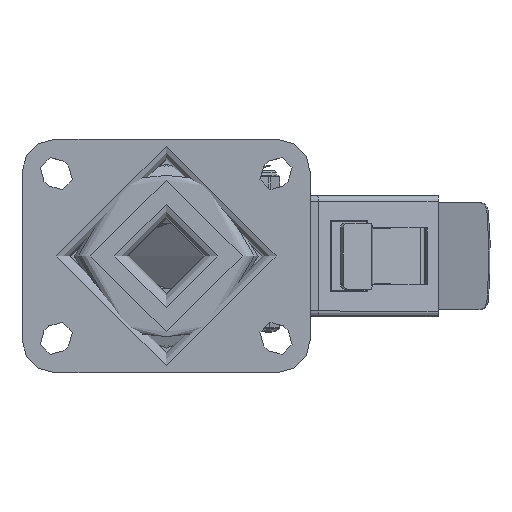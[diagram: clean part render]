
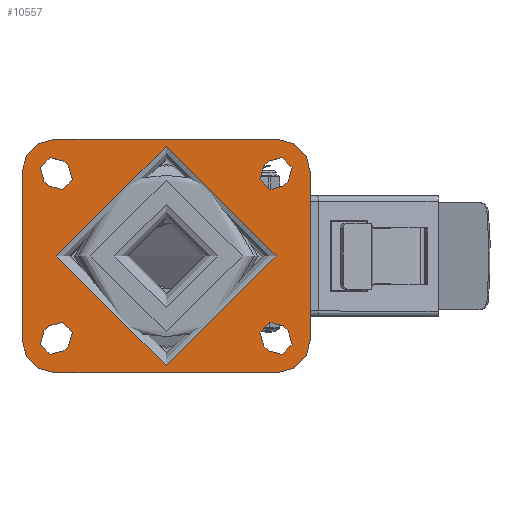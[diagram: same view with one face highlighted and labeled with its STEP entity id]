
A CAD part, top view. The second image highlights one B-rep face of the part: STEP entity #10557.
In plain terms, the highlighted planar face has unit normal (0, 0, 1).
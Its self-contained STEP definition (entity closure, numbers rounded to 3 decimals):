
#544=FACE_BOUND('',#3694,.T.);
#545=FACE_BOUND('',#3695,.T.);
#546=FACE_BOUND('',#3696,.T.);
#547=FACE_BOUND('',#3697,.T.);
#548=FACE_BOUND('',#3698,.T.);
#600=PLANE('',#11426);
#1017=LINE('',#15879,#1987);
#1018=LINE('',#15880,#1988);
#1019=LINE('',#15881,#1989);
#1020=LINE('',#15882,#1990);
#1021=LINE('',#15883,#1991);
#1022=LINE('',#15884,#1992);
#1023=LINE('',#15885,#1993);
#1024=LINE('',#15886,#1994);
#1025=LINE('',#15887,#1995);
#1026=LINE('',#15888,#1996);
#1027=LINE('',#15889,#1997);
#1028=LINE('',#15890,#1998);
#1987=VECTOR('',#12716,1000.);
#1988=VECTOR('',#12717,1000.);
#1989=VECTOR('',#12718,1000.);
#1990=VECTOR('',#12719,1000.);
#1991=VECTOR('',#12720,1000.);
#1992=VECTOR('',#12721,1000.);
#1993=VECTOR('',#12722,1000.);
#1994=VECTOR('',#12723,1000.);
#1995=VECTOR('',#12724,1000.);
#1996=VECTOR('',#12725,1000.);
#1997=VECTOR('',#12726,1000.);
#1998=VECTOR('',#12727,1000.);
#3085=FACE_OUTER_BOUND('',#3693,.T.);
#3693=EDGE_LOOP('',(#7544,#7545,#7546,#7547,#7548,#7549,#7550,#7551));
#3694=EDGE_LOOP('',(#7552,#7553,#7554,#7555));
#3695=EDGE_LOOP('',(#7556,#7557,#7558,#7559));
#3696=EDGE_LOOP('',(#7560,#7561,#7562,#7563));
#3697=EDGE_LOOP('',(#7564,#7565,#7566,#7567));
#3698=EDGE_LOOP('',(#7568));
#4333=CIRCLE('',#11305,5.125);
#4334=CIRCLE('',#11307,5.125);
#4337=CIRCLE('',#11311,5.125);
#4338=CIRCLE('',#11313,5.125);
#4340=CIRCLE('',#11316,5.125);
#4343=CIRCLE('',#11320,5.125);
#4344=CIRCLE('',#11322,5.125);
#4347=CIRCLE('',#11326,5.125);
#4348=CIRCLE('',#11328,12.);
#4350=CIRCLE('',#11331,12.);
#4352=CIRCLE('',#11334,12.);
#4354=CIRCLE('',#11337,12.);
#4375=CIRCLE('',#11368,40.);
#4753=VERTEX_POINT('',#15519);
#4754=VERTEX_POINT('',#15521);
#4755=VERTEX_POINT('',#15525);
#4756=VERTEX_POINT('',#15526);
#4761=VERTEX_POINT('',#15537);
#4762=VERTEX_POINT('',#15539);
#4763=VERTEX_POINT('',#15543);
#4764=VERTEX_POINT('',#15544);
#4767=VERTEX_POINT('',#15552);
#4768=VERTEX_POINT('',#15553);
#4773=VERTEX_POINT('',#15564);
#4774=VERTEX_POINT('',#15566);
#4775=VERTEX_POINT('',#15570);
#4776=VERTEX_POINT('',#15571);
#4781=VERTEX_POINT('',#15582);
#4782=VERTEX_POINT('',#15584);
#4783=VERTEX_POINT('',#15588);
#4784=VERTEX_POINT('',#15589);
#4787=VERTEX_POINT('',#15597);
#4788=VERTEX_POINT('',#15598);
#4791=VERTEX_POINT('',#15606);
#4792=VERTEX_POINT('',#15607);
#4795=VERTEX_POINT('',#15615);
#4796=VERTEX_POINT('',#15616);
#4813=VERTEX_POINT('',#15670);
#5764=EDGE_CURVE('',#4754,#4753,#4333,.T.);
#5766=EDGE_CURVE('',#4755,#4756,#4334,.T.);
#5772=EDGE_CURVE('',#4762,#4761,#4337,.T.);
#5774=EDGE_CURVE('',#4763,#4764,#4338,.T.);
#5778=EDGE_CURVE('',#4767,#4768,#4340,.T.);
#5784=EDGE_CURVE('',#4774,#4773,#4343,.T.);
#5786=EDGE_CURVE('',#4775,#4776,#4344,.T.);
#5792=EDGE_CURVE('',#4782,#4781,#4347,.T.);
#5794=EDGE_CURVE('',#4783,#4784,#4348,.T.);
#5798=EDGE_CURVE('',#4787,#4788,#4350,.T.);
#5802=EDGE_CURVE('',#4791,#4792,#4352,.T.);
#5806=EDGE_CURVE('',#4795,#4796,#4354,.T.);
#5833=EDGE_CURVE('',#4813,#4813,#4375,.T.);
#5937=EDGE_CURVE('',#4792,#4795,#1017,.T.);
#5938=EDGE_CURVE('',#4788,#4791,#1018,.T.);
#5939=EDGE_CURVE('',#4784,#4787,#1019,.T.);
#5940=EDGE_CURVE('',#4796,#4783,#1020,.T.);
#5941=EDGE_CURVE('',#4753,#4755,#1021,.T.);
#5942=EDGE_CURVE('',#4756,#4754,#1022,.T.);
#5943=EDGE_CURVE('',#4761,#4763,#1023,.T.);
#5944=EDGE_CURVE('',#4764,#4762,#1024,.T.);
#5945=EDGE_CURVE('',#4768,#4774,#1025,.T.);
#5946=EDGE_CURVE('',#4773,#4767,#1026,.T.);
#5947=EDGE_CURVE('',#4776,#4782,#1027,.T.);
#5948=EDGE_CURVE('',#4781,#4775,#1028,.T.);
#7544=ORIENTED_EDGE('',*,*,#5806,.F.);
#7545=ORIENTED_EDGE('',*,*,#5937,.F.);
#7546=ORIENTED_EDGE('',*,*,#5802,.F.);
#7547=ORIENTED_EDGE('',*,*,#5938,.F.);
#7548=ORIENTED_EDGE('',*,*,#5798,.F.);
#7549=ORIENTED_EDGE('',*,*,#5939,.F.);
#7550=ORIENTED_EDGE('',*,*,#5794,.F.);
#7551=ORIENTED_EDGE('',*,*,#5940,.F.);
#7552=ORIENTED_EDGE('',*,*,#5941,.T.);
#7553=ORIENTED_EDGE('',*,*,#5766,.T.);
#7554=ORIENTED_EDGE('',*,*,#5942,.T.);
#7555=ORIENTED_EDGE('',*,*,#5764,.T.);
#7556=ORIENTED_EDGE('',*,*,#5943,.T.);
#7557=ORIENTED_EDGE('',*,*,#5774,.T.);
#7558=ORIENTED_EDGE('',*,*,#5944,.T.);
#7559=ORIENTED_EDGE('',*,*,#5772,.T.);
#7560=ORIENTED_EDGE('',*,*,#5945,.T.);
#7561=ORIENTED_EDGE('',*,*,#5784,.T.);
#7562=ORIENTED_EDGE('',*,*,#5946,.T.);
#7563=ORIENTED_EDGE('',*,*,#5778,.T.);
#7564=ORIENTED_EDGE('',*,*,#5947,.T.);
#7565=ORIENTED_EDGE('',*,*,#5792,.T.);
#7566=ORIENTED_EDGE('',*,*,#5948,.T.);
#7567=ORIENTED_EDGE('',*,*,#5786,.T.);
#7568=ORIENTED_EDGE('',*,*,#5833,.F.);
#10557=ADVANCED_FACE('',(#3085,#544,#545,#546,#547,#548),#600,.T.);
#11305=AXIS2_PLACEMENT_3D('',#15522,#12396,#12397);
#11307=AXIS2_PLACEMENT_3D('',#15527,#12401,#12402);
#11311=AXIS2_PLACEMENT_3D('',#15540,#12412,#12413);
#11313=AXIS2_PLACEMENT_3D('',#15545,#12417,#12418);
#11316=AXIS2_PLACEMENT_3D('',#15554,#12425,#12426);
#11320=AXIS2_PLACEMENT_3D('',#15567,#12436,#12437);
#11322=AXIS2_PLACEMENT_3D('',#15572,#12441,#12442);
#11326=AXIS2_PLACEMENT_3D('',#15585,#12452,#12453);
#11328=AXIS2_PLACEMENT_3D('',#15590,#12457,#12458);
#11331=AXIS2_PLACEMENT_3D('',#15599,#12465,#12466);
#11334=AXIS2_PLACEMENT_3D('',#15608,#12473,#12474);
#11337=AXIS2_PLACEMENT_3D('',#15617,#12481,#12482);
#11368=AXIS2_PLACEMENT_3D('',#15671,#12549,#12550);
#11426=AXIS2_PLACEMENT_3D('',#15878,#12714,#12715);
#12396=DIRECTION('center_axis',(0.,0.,-1.));
#12397=DIRECTION('ref_axis',(-1.,0.,0.));
#12401=DIRECTION('center_axis',(0.,0.,-1.));
#12402=DIRECTION('ref_axis',(-1.,0.,0.));
#12412=DIRECTION('center_axis',(0.,0.,-1.));
#12413=DIRECTION('ref_axis',(-1.,0.,0.));
#12417=DIRECTION('center_axis',(0.,0.,-1.));
#12418=DIRECTION('ref_axis',(-1.,0.,0.));
#12425=DIRECTION('center_axis',(0.,0.,-1.));
#12426=DIRECTION('ref_axis',(1.,0.,0.));
#12436=DIRECTION('center_axis',(0.,0.,-1.));
#12437=DIRECTION('ref_axis',(1.,0.,0.));
#12441=DIRECTION('center_axis',(0.,0.,-1.));
#12442=DIRECTION('ref_axis',(1.,0.,0.));
#12452=DIRECTION('center_axis',(0.,0.,-1.));
#12453=DIRECTION('ref_axis',(1.,0.,0.));
#12457=DIRECTION('center_axis',(0.,0.,-1.));
#12458=DIRECTION('ref_axis',(-0.707,0.707,0.));
#12465=DIRECTION('center_axis',(0.,0.,-1.));
#12466=DIRECTION('ref_axis',(0.707,0.707,0.));
#12473=DIRECTION('center_axis',(0.,0.,-1.));
#12474=DIRECTION('ref_axis',(0.707,-0.707,0.));
#12481=DIRECTION('center_axis',(0.,0.,-1.));
#12482=DIRECTION('ref_axis',(-0.707,-0.707,0.));
#12549=DIRECTION('center_axis',(0.,0.,1.));
#12550=DIRECTION('ref_axis',(1.,0.,0.));
#12714=DIRECTION('center_axis',(0.,0.,1.));
#12715=DIRECTION('ref_axis',(1.,0.,0.));
#12716=DIRECTION('',(-1.,0.,0.));
#12717=DIRECTION('',(0.,-1.,0.));
#12718=DIRECTION('',(1.,0.,0.));
#12719=DIRECTION('',(0.,1.,0.));
#12720=DIRECTION('',(-0.707,0.707,0.));
#12721=DIRECTION('',(0.707,-0.707,0.));
#12722=DIRECTION('',(-0.707,-0.707,0.));
#12723=DIRECTION('',(0.707,0.707,0.));
#12724=DIRECTION('',(-0.707,-0.707,0.));
#12725=DIRECTION('',(0.707,0.707,0.));
#12726=DIRECTION('',(-0.707,0.707,0.));
#12727=DIRECTION('',(0.707,-0.707,0.));
#15519=CARTESIAN_POINT('',(37.26,-34.508,0.));
#15521=CARTESIAN_POINT('',(44.508,-27.26,0.));
#15522=CARTESIAN_POINT('Origin',(40.884,-30.884,0.));
#15525=CARTESIAN_POINT('',(35.492,-32.74,0.));
#15526=CARTESIAN_POINT('',(42.74,-25.492,0.));
#15527=CARTESIAN_POINT('Origin',(39.116,-29.116,0.));
#15537=CARTESIAN_POINT('',(44.508,27.26,0.));
#15539=CARTESIAN_POINT('',(37.26,34.508,0.));
#15540=CARTESIAN_POINT('Origin',(40.884,30.884,0.));
#15543=CARTESIAN_POINT('',(42.74,25.492,0.));
#15544=CARTESIAN_POINT('',(35.492,32.74,0.));
#15545=CARTESIAN_POINT('Origin',(39.116,29.116,0.));
#15552=CARTESIAN_POINT('',(-42.74,-25.492,0.));
#15553=CARTESIAN_POINT('',(-35.492,-32.74,0.));
#15554=CARTESIAN_POINT('Origin',(-39.116,-29.116,0.));
#15564=CARTESIAN_POINT('',(-44.508,-27.26,0.));
#15566=CARTESIAN_POINT('',(-37.26,-34.508,0.));
#15567=CARTESIAN_POINT('Origin',(-40.884,-30.884,0.));
#15570=CARTESIAN_POINT('',(-35.492,32.74,0.));
#15571=CARTESIAN_POINT('',(-42.74,25.492,0.));
#15572=CARTESIAN_POINT('Origin',(-39.116,29.116,0.));
#15582=CARTESIAN_POINT('',(-37.26,34.508,0.));
#15584=CARTESIAN_POINT('',(-44.508,27.26,0.));
#15585=CARTESIAN_POINT('Origin',(-40.884,30.884,0.));
#15588=CARTESIAN_POINT('',(-52.5,30.5,0.));
#15589=CARTESIAN_POINT('',(-40.5,42.5,0.));
#15590=CARTESIAN_POINT('Origin',(-40.5,30.5,0.));
#15597=CARTESIAN_POINT('',(40.5,42.5,0.));
#15598=CARTESIAN_POINT('',(52.5,30.5,0.));
#15599=CARTESIAN_POINT('Origin',(40.5,30.5,0.));
#15606=CARTESIAN_POINT('',(52.5,-30.5,0.));
#15607=CARTESIAN_POINT('',(40.5,-42.5,0.));
#15608=CARTESIAN_POINT('Origin',(40.5,-30.5,0.));
#15615=CARTESIAN_POINT('',(-40.5,-42.5,0.));
#15616=CARTESIAN_POINT('',(-52.5,-30.5,0.));
#15617=CARTESIAN_POINT('Origin',(-40.5,-30.5,0.));
#15670=CARTESIAN_POINT('',(40.,0.,0.));
#15671=CARTESIAN_POINT('Origin',(0.,0.,0.));
#15878=CARTESIAN_POINT('Origin',(0.,0.,0.));
#15879=CARTESIAN_POINT('',(52.5,-42.5,0.));
#15880=CARTESIAN_POINT('',(52.5,42.5,0.));
#15881=CARTESIAN_POINT('',(-52.5,42.5,0.));
#15882=CARTESIAN_POINT('',(-52.5,-42.5,0.));
#15883=CARTESIAN_POINT('',(37.26,-34.508,0.));
#15884=CARTESIAN_POINT('',(44.508,-27.26,0.));
#15885=CARTESIAN_POINT('',(44.508,27.26,0.));
#15886=CARTESIAN_POINT('',(37.26,34.508,0.));
#15887=CARTESIAN_POINT('',(-37.26,-34.508,0.));
#15888=CARTESIAN_POINT('',(-44.508,-27.26,0.));
#15889=CARTESIAN_POINT('',(-44.508,27.26,0.));
#15890=CARTESIAN_POINT('',(-37.26,34.508,0.));
